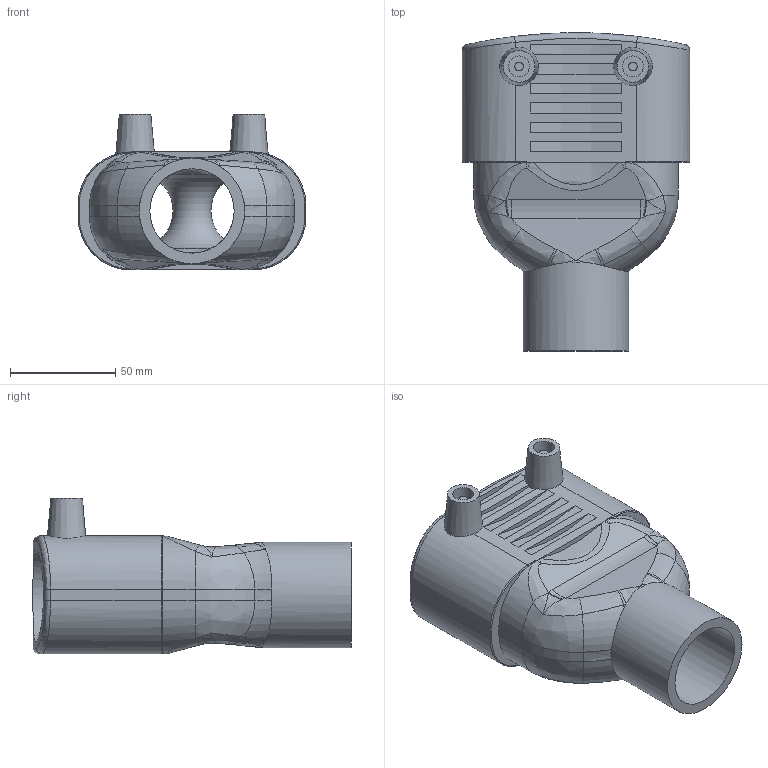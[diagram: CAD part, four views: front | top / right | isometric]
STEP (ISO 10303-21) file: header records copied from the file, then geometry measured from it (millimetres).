
FILE_DESCRIPTION(/* description */ ('PLASSON REDUCING Y 50X40X40'),/* implementation_level */ '2;1');
FILE_NAME(/* name */ '491904050040.ipt.stp',/* time_stamp */ '2017-11-06T09:14:33+02:00',/* author */ ('KIM'),/* organization */ (''),/* preprocessor_version */ 'ST-DEVELOPER v15.6',/* originating_system */ 'Autodesk Inventor 2015',/* authorisation */ '');
FILE_SCHEMA (('AUTOMOTIVE_DESIGN { 1 0 10303 214 3 1 1 }'));
Length unit declared in the file: millimetre
Products named in the file (1): 491904050040
Bounding box: 108 x 150.95 x 74 mm (x, y, z)
Volume: 319773 mm3; surface area: 73253.8 mm2
Topology: 1 solids, 1 shells, 175 faces, 411 edges, 250 vertices
Faces by surface type: bspline 60, plane 51, cylinder 51, torus 11, cone 2
Full cylindrical faces by diameter (mm): 4 x2, 10 x2, 40 x3, 44 x2, 50 x1
Entity records: 6513 total; most frequent: CARTESIAN_POINT 2916, ORIENTED_EDGE 772, DIRECTION 650, EDGE_CURVE 386, AXIS2_PLACEMENT_3D 275, VERTEX_POINT 244, EDGE_LOOP 210, FACE_OUTER_BOUND 175
